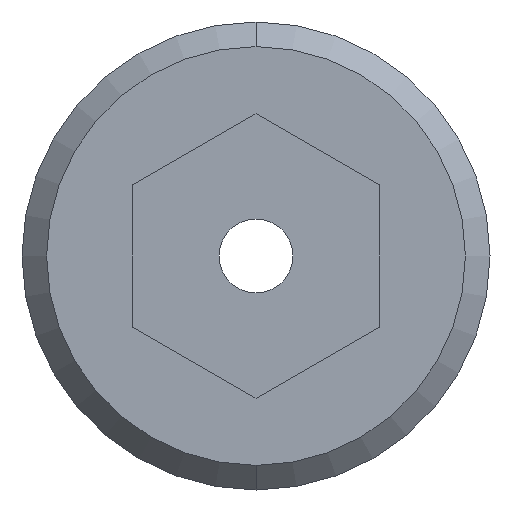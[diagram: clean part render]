
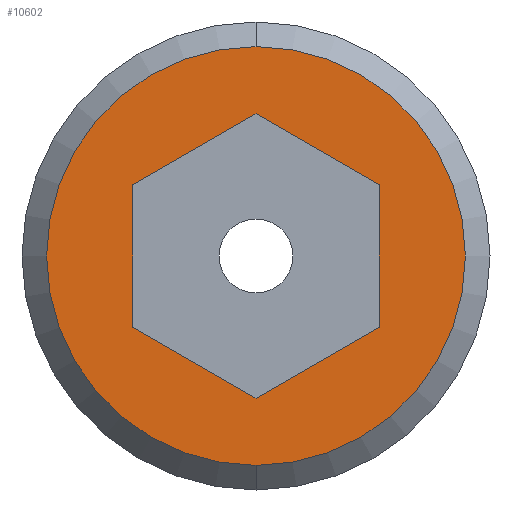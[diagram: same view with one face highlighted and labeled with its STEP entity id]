
A CAD part, left-side view. The second image highlights one B-rep face of the part: STEP entity #10602.
In plain terms, the highlighted planar face has unit normal (-1, 0, 0).
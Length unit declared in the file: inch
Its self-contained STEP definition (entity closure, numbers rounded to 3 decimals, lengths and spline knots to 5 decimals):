
#5007=CARTESIAN_POINT('',(-0.162,0.,0.));
#5008=DIRECTION('',(-1.,0.,0.));
#5009=DIRECTION('',(0.,1.,0.));
#5010=AXIS2_PLACEMENT_3D('',#5007,#5008,#5009);
#5025=DIRECTION('',(0.,0.5,0.866));
#5026=VECTOR('',#5025,0.08083);
#5027=CARTESIAN_POINT('',(-0.162,0.04041,-0.07));
#5028=LINE('',#5027,#5026);
#5029=DIRECTION('',(0.,1.,0.));
#5030=VECTOR('',#5029,0.08083);
#5031=CARTESIAN_POINT('',(-0.162,-0.04041,-0.07));
#5032=LINE('',#5031,#5030);
#5033=DIRECTION('',(0.,0.5,-0.866));
#5034=VECTOR('',#5033,0.08083);
#5035=CARTESIAN_POINT('',(-0.162,-0.08083,0.));
#5036=LINE('',#5035,#5034);
#5037=DIRECTION('',(0.,-0.5,-0.866));
#5038=VECTOR('',#5037,0.08083);
#5039=CARTESIAN_POINT('',(-0.162,-0.04041,0.07));
#5040=LINE('',#5039,#5038);
#5041=DIRECTION('',(0.,-1.,0.));
#5042=VECTOR('',#5041,0.08083);
#5043=CARTESIAN_POINT('',(-0.162,0.04041,0.07));
#5044=LINE('',#5043,#5042);
#5045=DIRECTION('',(0.,-0.5,0.866));
#5046=VECTOR('',#5045,0.08083);
#5047=CARTESIAN_POINT('',(-0.162,0.08083,0.));
#5048=LINE('',#5047,#5046);
#5049=CARTESIAN_POINT('',(-0.162,0.,0.));
#5050=DIRECTION('',(1.,0.,0.));
#5051=DIRECTION('',(0.,1.,0.));
#5052=AXIS2_PLACEMENT_3D('',#5049,#5050,#5051);
#5369=CARTESIAN_POINT('',(-0.162,0.119,0.));
#5370=CARTESIAN_POINT('',(-0.162,-0.119,0.));
#5371=VERTEX_POINT('',#5369);
#5372=VERTEX_POINT('',#5370);
#5389=CARTESIAN_POINT('',(-0.162,0.04041,-0.07));
#5390=CARTESIAN_POINT('',(-0.162,0.08083,0.));
#5391=VERTEX_POINT('',#5389);
#5392=VERTEX_POINT('',#5390);
#5393=CARTESIAN_POINT('',(-0.162,-0.04041,-0.07));
#5394=VERTEX_POINT('',#5393);
#5395=CARTESIAN_POINT('',(-0.162,-0.08083,0.));
#5396=VERTEX_POINT('',#5395);
#5397=CARTESIAN_POINT('',(-0.162,-0.04041,0.07));
#5398=VERTEX_POINT('',#5397);
#5399=CARTESIAN_POINT('',(-0.162,0.04041,0.07));
#5400=VERTEX_POINT('',#5399);
#10578=CARTESIAN_POINT('',(-0.162,0.,0.));
#10579=DIRECTION('',(1.,0.,0.));
#10580=DIRECTION('',(0.,-1.,0.));
#10581=AXIS2_PLACEMENT_3D('',#10578,#10579,#10580);
#10582=PLANE('',#10581);
#10583=ORIENTED_EDGE('',*,*,#10568,.F.);
#10585=ORIENTED_EDGE('',*,*,#10584,.T.);
#10586=EDGE_LOOP('',(#10583,#10585));
#10587=FACE_OUTER_BOUND('',#10586,.F.);
#10589=ORIENTED_EDGE('',*,*,#10588,.F.);
#10591=ORIENTED_EDGE('',*,*,#10590,.F.);
#10593=ORIENTED_EDGE('',*,*,#10592,.F.);
#10595=ORIENTED_EDGE('',*,*,#10594,.F.);
#10597=ORIENTED_EDGE('',*,*,#10596,.F.);
#10599=ORIENTED_EDGE('',*,*,#10598,.F.);
#10600=EDGE_LOOP('',(#10589,#10591,#10593,#10595,#10597,#10599));
#10601=FACE_BOUND('',#10600,.F.);
#5011=CIRCLE('',#5010,0.119);
#5053=CIRCLE('',#5052,0.119);
#10568=EDGE_CURVE('',#5371,#5372,#5011,.T.);
#10584=EDGE_CURVE('',#5371,#5372,#5053,.T.);
#10588=EDGE_CURVE('',#5391,#5392,#5028,.T.);
#10590=EDGE_CURVE('',#5394,#5391,#5032,.T.);
#10592=EDGE_CURVE('',#5396,#5394,#5036,.T.);
#10594=EDGE_CURVE('',#5398,#5396,#5040,.T.);
#10596=EDGE_CURVE('',#5400,#5398,#5044,.T.);
#10598=EDGE_CURVE('',#5392,#5400,#5048,.T.);
#10602=ADVANCED_FACE('',(#10587,#10601),#10582,.F.);
